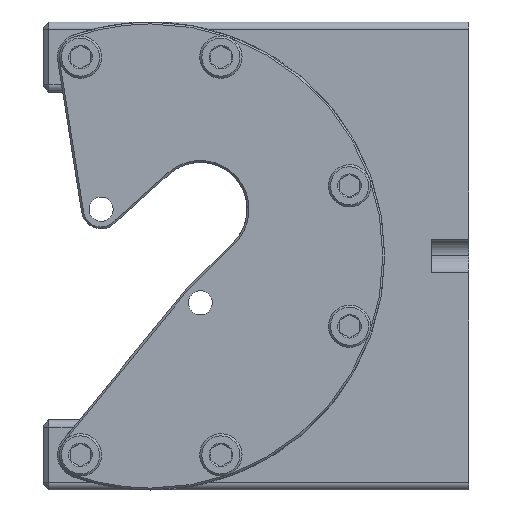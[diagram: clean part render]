
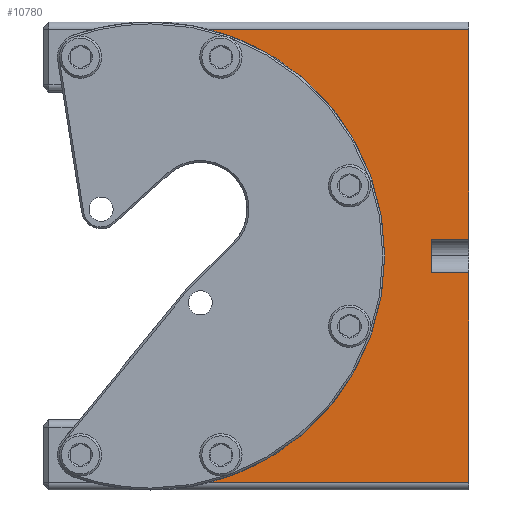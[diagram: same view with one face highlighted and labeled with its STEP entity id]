
A CAD part, left-side view. The second image highlights one B-rep face of the part: STEP entity #10780.
In plain terms, the highlighted planar face has unit normal (-1, 0, 0).
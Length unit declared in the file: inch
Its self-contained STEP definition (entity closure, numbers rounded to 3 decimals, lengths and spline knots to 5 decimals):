
#281 = ORIENTED_EDGE ( 'NONE', *, *, #7369, .F. ) ;
#345 = DIRECTION ( 'NONE',  ( 0., -1., 0. ) ) ;
#491 = CARTESIAN_POINT ( 'NONE',  ( -0.09112, 0.06213, 0.58478 ) ) ;
#678 = ORIENTED_EDGE ( 'NONE', *, *, #17894, .T. ) ;
#1090 = CARTESIAN_POINT ( 'NONE',  ( -0.09112, 0.26213, 1.70478 ) ) ;
#1357 = VERTEX_POINT ( 'NONE', #12849 ) ;
#1436 = VECTOR ( 'NONE', #10920, 39.37008 ) ;
#1698 = ORIENTED_EDGE ( 'NONE', *, *, #16244, .F. ) ;
#2059 = DIRECTION ( 'NONE',  ( -1., 0., 0. ) ) ;
#2633 = DIRECTION ( 'NONE',  ( 0., -1., 0. ) ) ;
#2725 = DIRECTION ( 'NONE',  ( 0., 0., -1. ) ) ;
#3118 = VECTOR ( 'NONE', #9071, 39.37008 ) ;
#3474 = LINE ( 'NONE', #17983, #1436 ) ;
#3562 = VERTEX_POINT ( 'NONE', #491 ) ;
#3985 = CARTESIAN_POINT ( 'NONE',  ( -0.09112, 0.06213, 3.04478 ) ) ;
#4158 = PLANE ( 'NONE',  #10744 ) ;
#4252 = DIRECTION ( 'NONE',  ( 1., 0., 0. ) ) ;
#4574 = LINE ( 'NONE', #15166, #3118 ) ;
#4604 = CARTESIAN_POINT ( 'NONE',  ( -0.09112, 0.26213, 1.88478 ) ) ;
#4615 = DIRECTION ( 'NONE',  ( 0., 0., 1. ) ) ;
#4785 = ORIENTED_EDGE ( 'NONE', *, *, #13974, .F. ) ;
#5148 = EDGE_LOOP ( 'NONE', ( #4785, #10091, #678, #281, #1698, #9609, #11850, #17424 ) ) ;
#5487 = LINE ( 'NONE', #3985, #8518 ) ;
#5520 = EDGE_CURVE ( 'NONE', #13486, #3562, #18024, .T. ) ;
#5596 = VECTOR ( 'NONE', #345, 39.37008 ) ;
#6112 = VERTEX_POINT ( 'NONE', #18184 ) ;
#7137 = AXIS2_PLACEMENT_3D ( 'NONE', #7890, #2059, #18563 ) ;
#7369 = EDGE_CURVE ( 'NONE', #19032, #8151, #8471, .T. ) ;
#7558 = CARTESIAN_POINT ( 'NONE',  ( -0.09112, 1.44844, 0.58478 ) ) ;
#7830 = DIRECTION ( 'NONE',  ( 0., -1., 0. ) ) ;
#7832 = CARTESIAN_POINT ( 'NONE',  ( -0.09112, 0.43713, 0.58478 ) ) ;
#7890 = CARTESIAN_POINT ( 'NONE',  ( -0.09112, 1.76213, 1.79478 ) ) ;
#8151 = VERTEX_POINT ( 'NONE', #17112 ) ;
#8471 = LINE ( 'NONE', #1090, #11462 ) ;
#8518 = VECTOR ( 'NONE', #9986, 39.37008 ) ;
#8997 = EDGE_CURVE ( 'NONE', #9563, #1357, #3474, .T. ) ;
#9071 = DIRECTION ( 'NONE',  ( 0., 0., -1. ) ) ;
#9563 = VERTEX_POINT ( 'NONE', #10500 ) ;
#9609 = ORIENTED_EDGE ( 'NONE', *, *, #14917, .T. ) ;
#9986 = DIRECTION ( 'NONE',  ( 0., 0., 1. ) ) ;
#10027 = VECTOR ( 'NONE', #7830, 39.37008 ) ;
#10091 = ORIENTED_EDGE ( 'NONE', *, *, #5520, .T. ) ;
#10291 = CIRCLE ( 'NONE', #7137, 1.25 ) ;
#10500 = CARTESIAN_POINT ( 'NONE',  ( -0.09112, 0.06213, 3.00478 ) ) ;
#10744 = AXIS2_PLACEMENT_3D ( 'NONE', #16132, #4252, #2725 ) ;
#10780 = ADVANCED_FACE ( 'NONE', ( #17765 ), #4158, .F. ) ;
#10920 = DIRECTION ( 'NONE',  ( 0., 1., 0. ) ) ;
#11462 = VECTOR ( 'NONE', #2633, 39.37008 ) ;
#11850 = ORIENTED_EDGE ( 'NONE', *, *, #14215, .T. ) ;
#11862 = VERTEX_POINT ( 'NONE', #17314 ) ;
#12085 = LINE ( 'NONE', #18035, #16263 ) ;
#12849 = CARTESIAN_POINT ( 'NONE',  ( -0.09112, 1.44844, 3.00478 ) ) ;
#13338 = CARTESIAN_POINT ( 'NONE',  ( -0.09112, 0.26213, 1.70478 ) ) ;
#13486 = VERTEX_POINT ( 'NONE', #7558 ) ;
#13920 = LINE ( 'NONE', #4604, #10027 ) ;
#13974 = EDGE_CURVE ( 'NONE', #13486, #1357, #10291, .T. ) ;
#14215 = EDGE_CURVE ( 'NONE', #6112, #9563, #12085, .T. ) ;
#14917 = EDGE_CURVE ( 'NONE', #11862, #6112, #13920, .T. ) ;
#15166 = CARTESIAN_POINT ( 'NONE',  ( -0.09112, 0.26213, 1.88478 ) ) ;
#16132 = CARTESIAN_POINT ( 'NONE',  ( -0.09112, 0.43713, 3.04478 ) ) ;
#16244 = EDGE_CURVE ( 'NONE', #11862, #19032, #4574, .T. ) ;
#16263 = VECTOR ( 'NONE', #4615, 39.37008 ) ;
#17112 = CARTESIAN_POINT ( 'NONE',  ( -0.09112, 0.06213, 1.70478 ) ) ;
#17314 = CARTESIAN_POINT ( 'NONE',  ( -0.09112, 0.26213, 1.88478 ) ) ;
#17424 = ORIENTED_EDGE ( 'NONE', *, *, #8997, .T. ) ;
#17765 = FACE_OUTER_BOUND ( 'NONE', #5148, .T. ) ;
#17894 = EDGE_CURVE ( 'NONE', #3562, #8151, #5487, .T. ) ;
#17983 = CARTESIAN_POINT ( 'NONE',  ( -0.09112, 0.43713, 3.00478 ) ) ;
#18024 = LINE ( 'NONE', #7832, #5596 ) ;
#18035 = CARTESIAN_POINT ( 'NONE',  ( -0.09112, 0.06213, 3.04478 ) ) ;
#18184 = CARTESIAN_POINT ( 'NONE',  ( -0.09112, 0.06213, 1.88478 ) ) ;
#18563 = DIRECTION ( 'NONE',  ( 0., 0., 1. ) ) ;
#19032 = VERTEX_POINT ( 'NONE', #13338 ) ;
